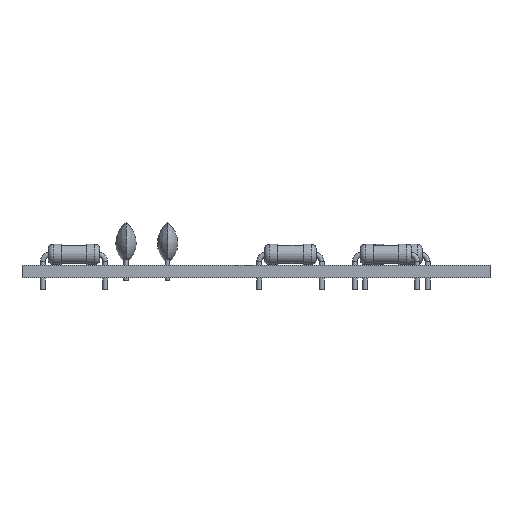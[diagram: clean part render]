
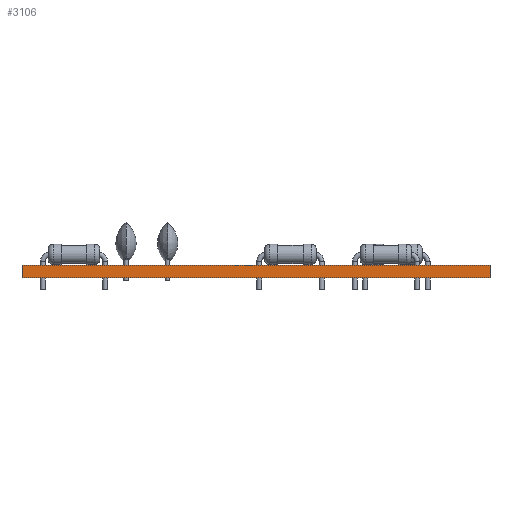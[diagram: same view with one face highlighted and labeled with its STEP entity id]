
A CAD part, front view. The second image highlights one B-rep face of the part: STEP entity #3106.
In plain terms, the highlighted planar face has unit normal (0, -1, 0).
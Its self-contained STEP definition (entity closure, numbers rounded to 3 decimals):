
#1305 = VERTEX_POINT('',#1306);
#1306 = CARTESIAN_POINT('',(109.22,-127.,0.));
#1312 = EDGE_CURVE('',#1313,#1305,#1315,.T.);
#1313 = VERTEX_POINT('',#1314);
#1314 = CARTESIAN_POINT('',(166.37,-127.,0.));
#1315 = LINE('',#1316,#1317);
#1316 = CARTESIAN_POINT('',(166.37,-127.,0.));
#1317 = VECTOR('',#1318,1.);
#1318 = DIRECTION('',(-1.,0.,0.));
#2179 = VERTEX_POINT('',#2180);
#2180 = CARTESIAN_POINT('',(109.22,-127.,1.51));
#2186 = EDGE_CURVE('',#2187,#2179,#2189,.T.);
#2187 = VERTEX_POINT('',#2188);
#2188 = CARTESIAN_POINT('',(166.37,-127.,1.51));
#2189 = LINE('',#2190,#2191);
#2190 = CARTESIAN_POINT('',(166.37,-127.,1.51));
#2191 = VECTOR('',#2192,1.);
#2192 = DIRECTION('',(-1.,0.,0.));
#3076 = EDGE_CURVE('',#1305,#2179,#3077,.T.);
#3077 = LINE('',#3078,#3079);
#3078 = CARTESIAN_POINT('',(109.22,-127.,0.));
#3079 = VECTOR('',#3080,1.);
#3080 = DIRECTION('',(0.,0.,1.));
#3095 = EDGE_CURVE('',#1313,#2187,#3096,.T.);
#3096 = LINE('',#3097,#3098);
#3097 = CARTESIAN_POINT('',(166.37,-127.,0.));
#3098 = VECTOR('',#3099,1.);
#3099 = DIRECTION('',(0.,0.,1.));
#3106 = ADVANCED_FACE('',(#3107),#3113,.T.);
#3107 = FACE_BOUND('',#3108,.T.);
#3108 = EDGE_LOOP('',(#3109,#3110,#3111,#3112));
#3109 = ORIENTED_EDGE('',*,*,#3095,.T.);
#3110 = ORIENTED_EDGE('',*,*,#2186,.T.);
#3111 = ORIENTED_EDGE('',*,*,#3076,.F.);
#3112 = ORIENTED_EDGE('',*,*,#1312,.F.);
#3113 = PLANE('',#3114);
#3114 = AXIS2_PLACEMENT_3D('',#3115,#3116,#3117);
#3115 = CARTESIAN_POINT('',(166.37,-127.,0.));
#3116 = DIRECTION('',(0.,-1.,0.));
#3117 = DIRECTION('',(-1.,0.,0.));
